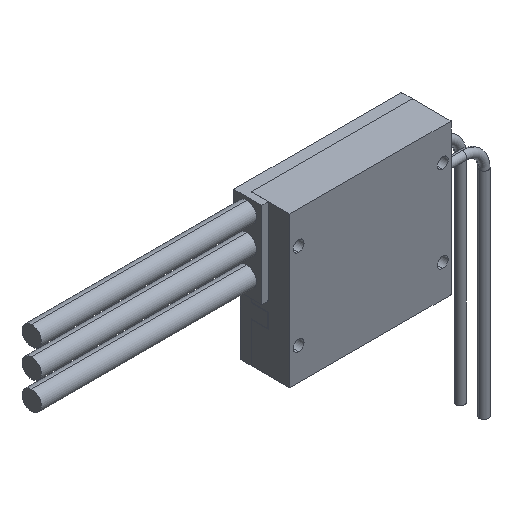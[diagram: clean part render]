
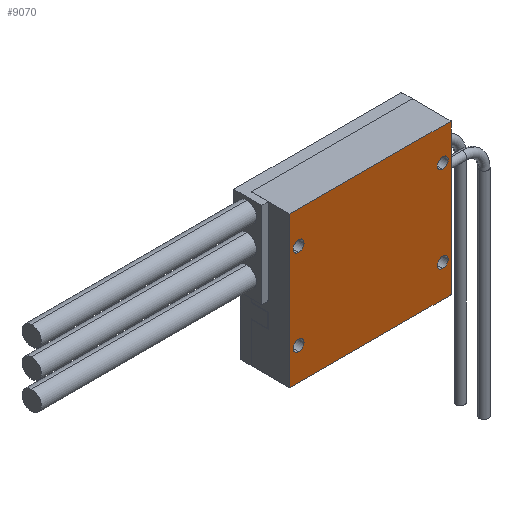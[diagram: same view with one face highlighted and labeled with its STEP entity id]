
A CAD part, isometric view. The second image highlights one B-rep face of the part: STEP entity #9070.
In plain terms, the highlighted planar face has unit normal (0, -1, 0).
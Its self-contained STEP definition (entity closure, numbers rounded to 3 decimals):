
#118 = ORIENTED_EDGE ( 'NONE', *, *, #6642, .F. ) ;
#262 = CARTESIAN_POINT ( 'NONE',  ( 33.641, 0., 20. ) ) ;
#545 = FACE_BOUND ( 'NONE', #3168, .T. ) ;
#606 = DIRECTION ( 'NONE',  ( 0., 1., 0. ) ) ;
#622 = VECTOR ( 'NONE', #3986, 1000. ) ;
#628 = CARTESIAN_POINT ( 'NONE',  ( -33.359, 0., 20. ) ) ;
#731 = ORIENTED_EDGE ( 'NONE', *, *, #1449, .T. ) ;
#733 = VERTEX_POINT ( 'NONE', #1374 ) ;
#820 = VERTEX_POINT ( 'NONE', #895 ) ;
#830 = VERTEX_POINT ( 'NONE', #4526 ) ;
#850 = DIRECTION ( 'NONE',  ( 0., 1., 0. ) ) ;
#895 = CARTESIAN_POINT ( 'NONE',  ( -33.359, 0., 17.5 ) ) ;
#945 = DIRECTION ( 'NONE',  ( 0., 0., -1. ) ) ;
#961 = CARTESIAN_POINT ( 'NONE',  ( -33.359, 0., -20. ) ) ;
#965 = DIRECTION ( 'NONE',  ( 0., 0., 1. ) ) ;
#1020 = ORIENTED_EDGE ( 'NONE', *, *, #7056, .T. ) ;
#1098 = CARTESIAN_POINT ( 'NONE',  ( 37.5, 0., 35. ) ) ;
#1168 = AXIS2_PLACEMENT_3D ( 'NONE', #961, #8813, #3112 ) ;
#1174 = CARTESIAN_POINT ( 'NONE',  ( 33.641, 0., -20. ) ) ;
#1217 = DIRECTION ( 'NONE',  ( 0., 0., 1. ) ) ;
#1226 = AXIS2_PLACEMENT_3D ( 'NONE', #5498, #7035, #2809 ) ;
#1266 = EDGE_LOOP ( 'NONE', ( #731, #2169 ) ) ;
#1357 = AXIS2_PLACEMENT_3D ( 'NONE', #7268, #850, #3750 ) ;
#1374 = CARTESIAN_POINT ( 'NONE',  ( 37.5, 0., -35. ) ) ;
#1449 = EDGE_CURVE ( 'NONE', #4638, #820, #3230, .T. ) ;
#1747 = DIRECTION ( 'NONE',  ( -1., 0., 0. ) ) ;
#2018 = CARTESIAN_POINT ( 'NONE',  ( 37.5, 0., 35. ) ) ;
#2057 = VERTEX_POINT ( 'NONE', #6569 ) ;
#2068 = VERTEX_POINT ( 'NONE', #3040 ) ;
#2135 = DIRECTION ( 'NONE',  ( 0., 1., 0. ) ) ;
#2169 = ORIENTED_EDGE ( 'NONE', *, *, #5981, .T. ) ;
#2200 = CIRCLE ( 'NONE', #1168, 2.5 ) ;
#2332 = CIRCLE ( 'NONE', #3837, 2.5 ) ;
#2423 = ORIENTED_EDGE ( 'NONE', *, *, #7510, .F. ) ;
#2503 = LINE ( 'NONE', #4687, #7719 ) ;
#2511 = EDGE_LOOP ( 'NONE', ( #5083, #6116 ) ) ;
#2607 = CARTESIAN_POINT ( 'NONE',  ( 0., 0., 0. ) ) ;
#2778 = DIRECTION ( 'NONE',  ( 0., 0., 1. ) ) ;
#2809 = DIRECTION ( 'NONE',  ( 0., 0., 1. ) ) ;
#2949 = AXIS2_PLACEMENT_3D ( 'NONE', #262, #7160, #5209 ) ;
#3007 = EDGE_CURVE ( 'NONE', #5513, #733, #5970, .T. ) ;
#3040 = CARTESIAN_POINT ( 'NONE',  ( 33.641, 0., 22.5 ) ) ;
#3112 = DIRECTION ( 'NONE',  ( 0., 0., 1. ) ) ;
#3168 = EDGE_LOOP ( 'NONE', ( #1020, #4269 ) ) ;
#3170 = EDGE_CURVE ( 'NONE', #2057, #5386, #2332, .T. ) ;
#3230 = CIRCLE ( 'NONE', #4562, 2.5 ) ;
#3359 = FACE_BOUND ( 'NONE', #4419, .T. ) ;
#3408 = FACE_OUTER_BOUND ( 'NONE', #8592, .T. ) ;
#3627 = EDGE_CURVE ( 'NONE', #4130, #830, #2503, .T. ) ;
#3750 = DIRECTION ( 'NONE',  ( 0., 0., 1. ) ) ;
#3780 = VECTOR ( 'NONE', #1747, 1000. ) ;
#3837 = AXIS2_PLACEMENT_3D ( 'NONE', #1174, #2135, #6893 ) ;
#3986 = DIRECTION ( 'NONE',  ( 1., 0., 0. ) ) ;
#4130 = VERTEX_POINT ( 'NONE', #5222 ) ;
#4151 = AXIS2_PLACEMENT_3D ( 'NONE', #6988, #606, #1217 ) ;
#4195 = CARTESIAN_POINT ( 'NONE',  ( 33.641, 0., -17.5 ) ) ;
#4269 = ORIENTED_EDGE ( 'NONE', *, *, #8224, .T. ) ;
#4419 = EDGE_LOOP ( 'NONE', ( #5931, #7625 ) ) ;
#4497 = CARTESIAN_POINT ( 'NONE',  ( 37.5, 0., -35. ) ) ;
#4526 = CARTESIAN_POINT ( 'NONE',  ( -37.5, 0., 35. ) ) ;
#4562 = AXIS2_PLACEMENT_3D ( 'NONE', #628, #8453, #2778 ) ;
#4576 = CARTESIAN_POINT ( 'NONE',  ( 37.5, 0., 35. ) ) ;
#4638 = VERTEX_POINT ( 'NONE', #8541 ) ;
#4687 = CARTESIAN_POINT ( 'NONE',  ( -37.5, 0., 35. ) ) ;
#4735 = AXIS2_PLACEMENT_3D ( 'NONE', #2607, #5401, #5442 ) ;
#4976 = CARTESIAN_POINT ( 'NONE',  ( -33.359, 0., -17.5 ) ) ;
#5018 = CARTESIAN_POINT ( 'NONE',  ( 33.641, 0., -20. ) ) ;
#5030 = CIRCLE ( 'NONE', #6649, 2.5 ) ;
#5040 = EDGE_CURVE ( 'NONE', #8121, #9094, #8154, .T. ) ;
#5083 = ORIENTED_EDGE ( 'NONE', *, *, #5040, .T. ) ;
#5209 = DIRECTION ( 'NONE',  ( 0., 0., 1. ) ) ;
#5222 = CARTESIAN_POINT ( 'NONE',  ( -37.5, 0., -35. ) ) ;
#5343 = VERTEX_POINT ( 'NONE', #6793 ) ;
#5386 = VERTEX_POINT ( 'NONE', #4195 ) ;
#5401 = DIRECTION ( 'NONE',  ( 0., 1., 0. ) ) ;
#5442 = DIRECTION ( 'NONE',  ( 0., 0., 1. ) ) ;
#5483 = FACE_BOUND ( 'NONE', #2511, .T. ) ;
#5498 = CARTESIAN_POINT ( 'NONE',  ( 33.641, 0., 20. ) ) ;
#5513 = VERTEX_POINT ( 'NONE', #2018 ) ;
#5810 = ORIENTED_EDGE ( 'NONE', *, *, #3007, .F. ) ;
#5931 = ORIENTED_EDGE ( 'NONE', *, *, #9186, .T. ) ;
#5965 = CIRCLE ( 'NONE', #1357, 2.5 ) ;
#5970 = LINE ( 'NONE', #4576, #9164 ) ;
#5981 = EDGE_CURVE ( 'NONE', #820, #4638, #5965, .T. ) ;
#6116 = ORIENTED_EDGE ( 'NONE', *, *, #8508, .T. ) ;
#6185 = ORIENTED_EDGE ( 'NONE', *, *, #3627, .F. ) ;
#6569 = CARTESIAN_POINT ( 'NONE',  ( 33.641, 0., -22.5 ) ) ;
#6642 = EDGE_CURVE ( 'NONE', #830, #5513, #6820, .T. ) ;
#6649 = AXIS2_PLACEMENT_3D ( 'NONE', #5018, #8599, #8516 ) ;
#6793 = CARTESIAN_POINT ( 'NONE',  ( 33.641, 0., 17.5 ) ) ;
#6820 = LINE ( 'NONE', #1098, #622 ) ;
#6893 = DIRECTION ( 'NONE',  ( 0., 0., 1. ) ) ;
#6976 = PLANE ( 'NONE',  #4735 ) ;
#6988 = CARTESIAN_POINT ( 'NONE',  ( -33.359, 0., -20. ) ) ;
#7029 = CIRCLE ( 'NONE', #1226, 2.5 ) ;
#7035 = DIRECTION ( 'NONE',  ( 0., 1., 0. ) ) ;
#7056 = EDGE_CURVE ( 'NONE', #2068, #5343, #7029, .T. ) ;
#7160 = DIRECTION ( 'NONE',  ( 0., 1., 0. ) ) ;
#7268 = CARTESIAN_POINT ( 'NONE',  ( -33.359, 0., 20. ) ) ;
#7376 = LINE ( 'NONE', #4497, #3780 ) ;
#7510 = EDGE_CURVE ( 'NONE', #733, #4130, #7376, .T. ) ;
#7625 = ORIENTED_EDGE ( 'NONE', *, *, #3170, .T. ) ;
#7719 = VECTOR ( 'NONE', #965, 1000. ) ;
#8121 = VERTEX_POINT ( 'NONE', #4976 ) ;
#8154 = CIRCLE ( 'NONE', #4151, 2.5 ) ;
#8224 = EDGE_CURVE ( 'NONE', #5343, #2068, #8282, .T. ) ;
#8282 = CIRCLE ( 'NONE', #2949, 2.5 ) ;
#8453 = DIRECTION ( 'NONE',  ( 0., 1., 0. ) ) ;
#8508 = EDGE_CURVE ( 'NONE', #9094, #8121, #2200, .T. ) ;
#8516 = DIRECTION ( 'NONE',  ( 0., 0., 1. ) ) ;
#8541 = CARTESIAN_POINT ( 'NONE',  ( -33.359, 0., 22.5 ) ) ;
#8592 = EDGE_LOOP ( 'NONE', ( #6185, #2423, #5810, #118 ) ) ;
#8599 = DIRECTION ( 'NONE',  ( 0., 1., 0. ) ) ;
#8813 = DIRECTION ( 'NONE',  ( 0., 1., 0. ) ) ;
#8918 = CARTESIAN_POINT ( 'NONE',  ( -33.359, 0., -22.5 ) ) ;
#9063 = FACE_BOUND ( 'NONE', #1266, .T. ) ;
#9070 = ADVANCED_FACE ( 'NONE', ( #5483, #9063, #3359, #545, #3408 ), #6976, .F. ) ;
#9094 = VERTEX_POINT ( 'NONE', #8918 ) ;
#9164 = VECTOR ( 'NONE', #945, 1000. ) ;
#9186 = EDGE_CURVE ( 'NONE', #5386, #2057, #5030, .T. ) ;
